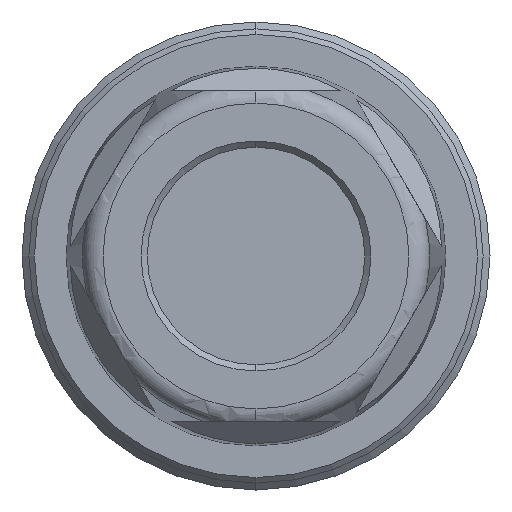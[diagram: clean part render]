
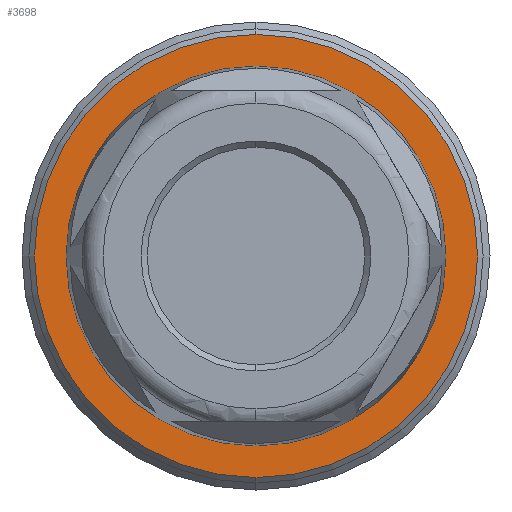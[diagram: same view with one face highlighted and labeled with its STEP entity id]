
A CAD part, left-side view. The second image highlights one B-rep face of the part: STEP entity #3698.
In plain terms, the highlighted planar face has unit normal (-1, 0, 0).
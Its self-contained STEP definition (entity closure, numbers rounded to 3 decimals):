
#96 = DIRECTION ( 'NONE',  ( 1., 0., 0. ) ) ;
#98 = CARTESIAN_POINT ( 'NONE',  ( 22.9, 0., 0. ) ) ;
#100 = DIRECTION ( 'NONE',  ( 0., 0., -1. ) ) ;
#185 = EDGE_CURVE ( 'NONE', #3879, #3857, #1806, .T. ) ;
#189 = EDGE_CURVE ( 'NONE', #3866, #3899, #1808, .T. ) ;
#447 = EDGE_CURVE ( 'NONE', #3857, #3879, #3137, .T. ) ;
#465 = EDGE_CURVE ( 'NONE', #3899, #3866, #3216, .T. ) ;
#526 = AXIS2_PLACEMENT_3D ( 'NONE', #986, #987, #989 ) ;
#528 = AXIS2_PLACEMENT_3D ( 'NONE', #994, #995, #997 ) ;
#617 = AXIS2_PLACEMENT_3D ( 'NONE', #98, #96, #100 ) ;
#627 = AXIS2_PLACEMENT_3D ( 'NONE', #4006, #4007, #4008 ) ;
#690 = AXIS2_PLACEMENT_3D ( 'NONE', #2038, #2039, #2040 ) ;
#986 = CARTESIAN_POINT ( 'NONE',  ( 22.9, 0., 0. ) ) ;
#987 = DIRECTION ( 'NONE',  ( 1., 0., 0. ) ) ;
#989 = DIRECTION ( 'NONE',  ( 0., 0., -1. ) ) ;
#994 = CARTESIAN_POINT ( 'NONE',  ( 22.9, 0., 0. ) ) ;
#995 = DIRECTION ( 'NONE',  ( 1., 0., 0. ) ) ;
#997 = DIRECTION ( 'NONE',  ( 0., 0., -1. ) ) ;
#1196 = EDGE_LOOP ( 'NONE', ( #1713, #1712 ) ) ;
#1197 = EDGE_LOOP ( 'NONE', ( #1757, #1756 ) ) ;
#1712 = ORIENTED_EDGE ( 'NONE', *, *, #189, .F. ) ;
#1713 = ORIENTED_EDGE ( 'NONE', *, *, #465, .F. ) ;
#1756 = ORIENTED_EDGE ( 'NONE', *, *, #185, .T. ) ;
#1757 = ORIENTED_EDGE ( 'NONE', *, *, #447, .T. ) ;
#1806 = CIRCLE ( 'NONE', #526, 13.8 ) ;
#1808 = CIRCLE ( 'NONE', #528, 16.1 ) ;
#2037 = PLANE ( 'NONE',  #690 ) ;
#2038 = CARTESIAN_POINT ( 'NONE',  ( 22.9, 8.5, 0. ) ) ;
#2039 = DIRECTION ( 'NONE',  ( 1., 0., 0. ) ) ;
#2040 = DIRECTION ( 'NONE',  ( 0., 0., -1. ) ) ;
#2141 = CARTESIAN_POINT ( 'NONE',  ( 22.9, 0., -13.8 ) ) ;
#2153 = CARTESIAN_POINT ( 'NONE',  ( 22.9, 0., 16.1 ) ) ;
#2170 = CARTESIAN_POINT ( 'NONE',  ( 22.9, 0., 13.8 ) ) ;
#2196 = CARTESIAN_POINT ( 'NONE',  ( 22.9, 0., -16.1 ) ) ;
#3137 = CIRCLE ( 'NONE', #617, 13.8 ) ;
#3216 = CIRCLE ( 'NONE', #627, 16.1 ) ;
#3282 = FACE_OUTER_BOUND ( 'NONE', #1196, .T. ) ;
#3291 = FACE_BOUND ( 'NONE', #1197, .T. ) ;
#3698 = ADVANCED_FACE ( 'NONE', ( #3282, #3291 ), #2037, .F. ) ;
#3857 = VERTEX_POINT ( 'NONE', #2141 ) ;
#3866 = VERTEX_POINT ( 'NONE', #2153 ) ;
#3879 = VERTEX_POINT ( 'NONE', #2170 ) ;
#3899 = VERTEX_POINT ( 'NONE', #2196 ) ;
#4006 = CARTESIAN_POINT ( 'NONE',  ( 22.9, 0., 0. ) ) ;
#4007 = DIRECTION ( 'NONE',  ( 1., 0., 0. ) ) ;
#4008 = DIRECTION ( 'NONE',  ( 0., 0., -1. ) ) ;
